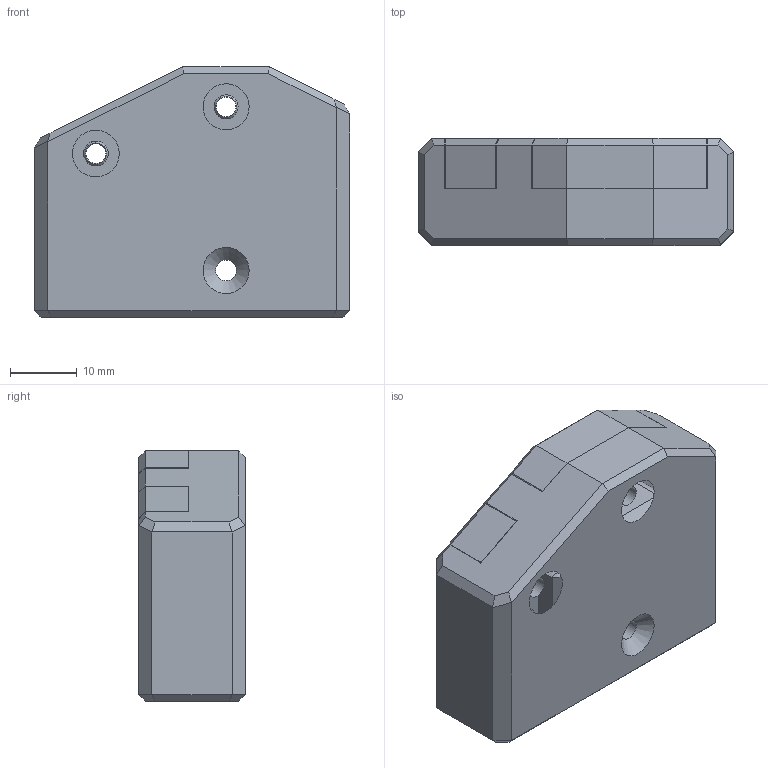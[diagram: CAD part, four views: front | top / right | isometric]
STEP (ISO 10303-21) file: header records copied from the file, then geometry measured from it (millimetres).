
FILE_DESCRIPTION(/* description */ (''),/* implementation_level */ '2;1');
FILE_NAME(/* name */ 'Caribou-Duet-Rel-4-20211105 v9.step',/* time_stamp */ '2022-04-03T19:41:01+02:00',/* author */ (''),/* organization */ (''),/* preprocessor_version */ 'ST-DEVELOPER v18.1',/* originating_system */ 'Autodesk Translation Framework v10.14.0.1471',/* authorisation */ '');
FILE_SCHEMA (('AUTOMOTIVE_DESIGN { 1 0 10303 214 3 1 1 }'));
Length unit declared in the file: millimetre
Products named in the file (5): Caribou-Duet-Rel-4-20211105; Chains; Chain-Y-Thick; HeatBed-CoverBottom-Chain; HeatBed-CoverTop-Chain
Assembly tree (4 placements, depth 4):
  Caribou-Duet-Rel-4-20211105
    Chains
      Chain-Y-Thick
        HeatBed-CoverBottom-Chain
        HeatBed-CoverTop-Chain
Bounding box: 47.2 x 16 x 37.5 mm (x, y, z)
Volume: 17223.6 mm3; surface area: 10570.6 mm2
Topology: 2 solids, 2 shells, 273 faces, 709 edges, 442 vertices
Faces by surface type: plane 152, cylinder 56, cone 50, bspline 15
Full cylindrical faces by diameter (mm): 2.95 x4, 3.1 x2, 3.2 x3, 4.1 x4, 6 x1, 9 x1
Entity records: 9244 total; most frequent: CARTESIAN_POINT 2422, ORIENTED_EDGE 1412, DIRECTION 1345, EDGE_CURVE 706, LINE 463, VECTOR 463, VERTEX_POINT 442, AXIS2_PLACEMENT_3D 441
